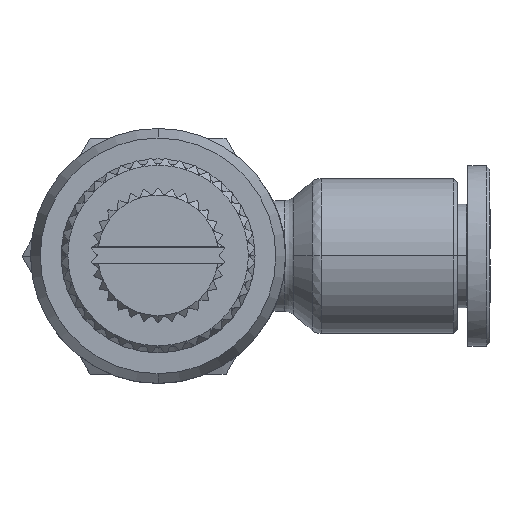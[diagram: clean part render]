
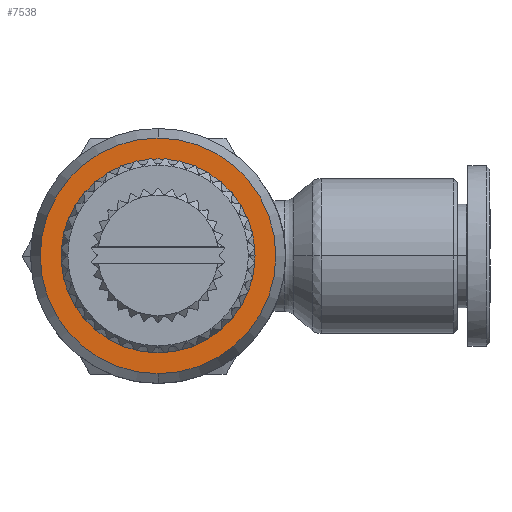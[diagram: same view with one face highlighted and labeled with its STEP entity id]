
A CAD part, top view. The second image highlights one B-rep face of the part: STEP entity #7538.
In plain terms, the highlighted face is planar.
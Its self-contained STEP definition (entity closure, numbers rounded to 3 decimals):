
#375 = DIRECTION ( 'NONE',  ( 0., 0., -1. ) ) ;
#2048 = EDGE_LOOP ( 'NONE', ( #6982, #22134 ) ) ;
#2116 = DIRECTION ( 'NONE',  ( -1., 0., 0. ) ) ;
#2185 = CARTESIAN_POINT ( 'NONE',  ( -3.25, 0., -6.2 ) ) ;
#2269 = DIRECTION ( 'NONE',  ( 0., 0., 1. ) ) ;
#2335 = ORIENTED_EDGE ( 'NONE', *, *, #20043, .T. ) ;
#2361 = CARTESIAN_POINT ( 'NONE',  ( 6.8, 0., -6.2 ) ) ;
#2420 = PLANE ( 'NONE',  #20495 ) ;
#3234 = CARTESIAN_POINT ( 'NONE',  ( 1., 0., -6.2 ) ) ;
#3471 = DIRECTION ( 'NONE',  ( 0., 0., 1. ) ) ;
#4772 = AXIS2_PLACEMENT_3D ( 'NONE', #3234, #22501, #8504 ) ;
#4903 = EDGE_CURVE ( 'NONE', #15668, #13665, #14098, .T. ) ;
#5315 = FACE_BOUND ( 'NONE', #15686, .T. ) ;
#5361 = CARTESIAN_POINT ( 'NONE',  ( 1., 0., -6.2 ) ) ;
#6939 = DIRECTION ( 'NONE',  ( 0., -1., 0. ) ) ;
#6982 = ORIENTED_EDGE ( 'NONE', *, *, #13002, .F. ) ;
#7195 = FACE_OUTER_BOUND ( 'NONE', #2048, .T. ) ;
#7538 = ADVANCED_FACE ( 'NONE', ( #5315, #7195 ), #2420, .T. ) ;
#8504 = DIRECTION ( 'NONE',  ( 0., -1., 0. ) ) ;
#8926 = CARTESIAN_POINT ( 'NONE',  ( -4.8, 0., -6.2 ) ) ;
#10049 = CARTESIAN_POINT ( 'NONE',  ( 1., 0., -6.2 ) ) ;
#10824 = CARTESIAN_POINT ( 'NONE',  ( 1., 0., -6.2 ) ) ;
#11083 = AXIS2_PLACEMENT_3D ( 'NONE', #10049, #15366, #22205 ) ;
#11445 = ORIENTED_EDGE ( 'NONE', *, *, #20736, .T. ) ;
#12407 = CIRCLE ( 'NONE', #14470, 5.8 ) ;
#12673 = VERTEX_POINT ( 'NONE', #2361 ) ;
#13002 = EDGE_CURVE ( 'NONE', #13665, #15668, #19472, .T. ) ;
#13665 = VERTEX_POINT ( 'NONE', #14785 ) ;
#14098 = CIRCLE ( 'NONE', #4772, 8.5 ) ;
#14470 = AXIS2_PLACEMENT_3D ( 'NONE', #10824, #2269, #18276 ) ;
#14785 = CARTESIAN_POINT ( 'NONE',  ( 1., -8.5, -6.2 ) ) ;
#15269 = CARTESIAN_POINT ( 'NONE',  ( 1., 8.5, -6.2 ) ) ;
#15366 = DIRECTION ( 'NONE',  ( 0., 0., 1. ) ) ;
#15602 = AXIS2_PLACEMENT_3D ( 'NONE', #5361, #3471, #6939 ) ;
#15668 = VERTEX_POINT ( 'NONE', #15269 ) ;
#15686 = EDGE_LOOP ( 'NONE', ( #11445, #2335 ) ) ;
#15874 = VERTEX_POINT ( 'NONE', #8926 ) ;
#18276 = DIRECTION ( 'NONE',  ( -1., 0., 0. ) ) ;
#19188 = CIRCLE ( 'NONE', #11083, 5.8 ) ;
#19472 = CIRCLE ( 'NONE', #15602, 8.5 ) ;
#20043 = EDGE_CURVE ( 'NONE', #12673, #15874, #19188, .T. ) ;
#20495 = AXIS2_PLACEMENT_3D ( 'NONE', #2185, #375, #2116 ) ;
#20736 = EDGE_CURVE ( 'NONE', #15874, #12673, #12407, .T. ) ;
#22134 = ORIENTED_EDGE ( 'NONE', *, *, #4903, .F. ) ;
#22205 = DIRECTION ( 'NONE',  ( -1., 0., 0. ) ) ;
#22501 = DIRECTION ( 'NONE',  ( 0., 0., 1. ) ) ;
